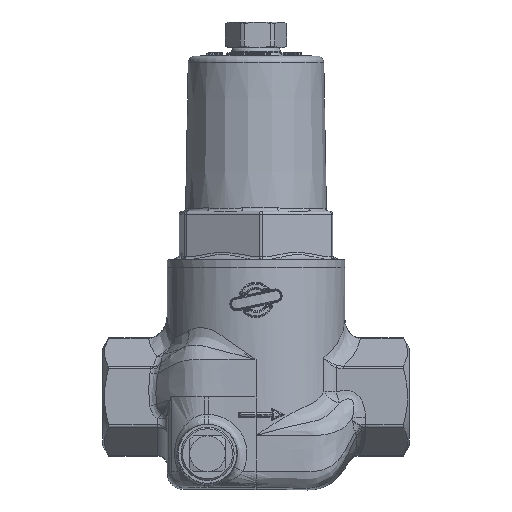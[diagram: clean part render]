
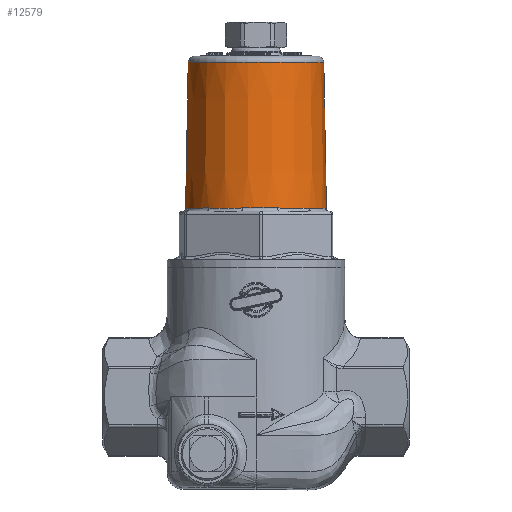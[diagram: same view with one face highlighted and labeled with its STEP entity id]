
A CAD part, top view. The second image highlights one B-rep face of the part: STEP entity #12579.
In plain terms, the highlighted conical face has half-angle 1 degrees and reference radius 21.55 mm.
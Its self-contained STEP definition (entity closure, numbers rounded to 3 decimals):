
#403=B_SPLINE_CURVE_WITH_KNOTS($,3,(#19451,#19452,#19453,#19454,#19455,
#19456),.UNSPECIFIED.,.F.,.F.,(4,1,1,4),(-3.142,-1.346,
0.449,3.142),.UNSPECIFIED.);
#405=B_SPLINE_CURVE_WITH_KNOTS($,3,(#19502,#19503,#19504,#19505,#19506,
#19507),.UNSPECIFIED.,.F.,.F.,(4,1,1,4),(-3.142,-1.346,
0.449,3.142),.UNSPECIFIED.);
#407=B_SPLINE_CURVE_WITH_KNOTS($,3,(#19553,#19554,#19555,#19556,#19557,
#19558),.UNSPECIFIED.,.F.,.F.,(4,1,1,4),(-3.142,-1.346,
0.449,3.142),.UNSPECIFIED.);
#409=B_SPLINE_CURVE_WITH_KNOTS($,3,(#19604,#19605,#19606,#19607,#19608,
#19609),.UNSPECIFIED.,.F.,.F.,(4,1,1,4),(-3.142,-1.346,
0.449,3.142),.UNSPECIFIED.);
#411=B_SPLINE_CURVE_WITH_KNOTS($,3,(#19655,#19656,#19657,#19658,#19659,
#19660),.UNSPECIFIED.,.F.,.F.,(4,1,1,4),(-3.142,-1.346,
0.449,3.142),.UNSPECIFIED.);
#413=B_SPLINE_CURVE_WITH_KNOTS($,3,(#19703,#19704,#19705,#19706,#19707,
#19708),.UNSPECIFIED.,.F.,.F.,(4,1,1,4),(-3.142,-1.346,
0.449,3.142),.UNSPECIFIED.);
#3362=FACE_BOUND($,#4339,.T.);
#3556=FACE_OUTER_BOUND($,#4338,.T.);
#4338=EDGE_LOOP($,(#9382));
#4339=EDGE_LOOP($,(#9383,#9384,#9385,#9386,#9387,#9388,#9389,#9390,#9391,
#9392,#9393,#9394));
#5036=CIRCLE($,#13340,21.821);
#5040=CIRCLE($,#13345,21.821);
#5044=CIRCLE($,#13350,21.821);
#5048=CIRCLE($,#13355,21.821);
#5052=CIRCLE($,#13360,21.821);
#5056=CIRCLE($,#13365,21.821);
#5063=CIRCLE($,#13381,21.034);
#5670=VERTEX_POINT($,#19410);
#5673=VERTEX_POINT($,#19415);
#5675=VERTEX_POINT($,#19449);
#5677=VERTEX_POINT($,#19466);
#5679=VERTEX_POINT($,#19500);
#5681=VERTEX_POINT($,#19517);
#5683=VERTEX_POINT($,#19551);
#5685=VERTEX_POINT($,#19568);
#5687=VERTEX_POINT($,#19602);
#5689=VERTEX_POINT($,#19619);
#5691=VERTEX_POINT($,#19653);
#5693=VERTEX_POINT($,#19670);
#5706=VERTEX_POINT($,#19756);
#7000=EDGE_CURVE($,#5673,#5670,#5036,.T.);
#7002=EDGE_CURVE($,#5675,#5673,#403,.T.);
#7006=EDGE_CURVE($,#5677,#5675,#5040,.T.);
#7008=EDGE_CURVE($,#5679,#5677,#405,.T.);
#7012=EDGE_CURVE($,#5681,#5679,#5044,.T.);
#7014=EDGE_CURVE($,#5683,#5681,#407,.T.);
#7018=EDGE_CURVE($,#5685,#5683,#5048,.T.);
#7020=EDGE_CURVE($,#5687,#5685,#409,.T.);
#7024=EDGE_CURVE($,#5689,#5687,#5052,.T.);
#7026=EDGE_CURVE($,#5691,#5689,#411,.T.);
#7030=EDGE_CURVE($,#5693,#5691,#5056,.T.);
#7031=EDGE_CURVE($,#5670,#5693,#413,.T.);
#7053=EDGE_CURVE($,#5706,#5706,#5063,.T.);
#9382=ORIENTED_EDGE($,*,*,#7053,.F.);
#9383=ORIENTED_EDGE($,*,*,#7000,.F.);
#9384=ORIENTED_EDGE($,*,*,#7002,.F.);
#9385=ORIENTED_EDGE($,*,*,#7006,.F.);
#9386=ORIENTED_EDGE($,*,*,#7008,.F.);
#9387=ORIENTED_EDGE($,*,*,#7012,.F.);
#9388=ORIENTED_EDGE($,*,*,#7014,.F.);
#9389=ORIENTED_EDGE($,*,*,#7018,.F.);
#9390=ORIENTED_EDGE($,*,*,#7020,.F.);
#9391=ORIENTED_EDGE($,*,*,#7024,.F.);
#9392=ORIENTED_EDGE($,*,*,#7026,.F.);
#9393=ORIENTED_EDGE($,*,*,#7030,.F.);
#9394=ORIENTED_EDGE($,*,*,#7031,.F.);
#12400=CONICAL_SURFACE($,#13380,21.55,1.);
#12579=ADVANCED_FACE($,(#3556,#3362),#12400,.T.);
#13340=AXIS2_PLACEMENT_3D($,#19417,#14471,#14472);
#13345=AXIS2_PLACEMENT_3D($,#19468,#14481,#14482);
#13350=AXIS2_PLACEMENT_3D($,#19519,#14491,#14492);
#13355=AXIS2_PLACEMENT_3D($,#19570,#14501,#14502);
#13360=AXIS2_PLACEMENT_3D($,#19621,#14511,#14512);
#13365=AXIS2_PLACEMENT_3D($,#19672,#14521,#14522);
#13380=AXIS2_PLACEMENT_3D($,#19755,#14565,#14566);
#13381=AXIS2_PLACEMENT_3D($,#19757,#14567,#14568);
#14471=DIRECTION('center_axis',(0.,-1.,0.));
#14472=DIRECTION('ref_axis',(-0.447,0.,0.895));
#14481=DIRECTION('center_axis',(0.,-1.,0.));
#14482=DIRECTION('ref_axis',(-0.447,0.,0.895));
#14491=DIRECTION('center_axis',(0.,-1.,0.));
#14492=DIRECTION('ref_axis',(-0.447,0.,0.895));
#14501=DIRECTION('center_axis',(0.,-1.,0.));
#14502=DIRECTION('ref_axis',(-0.447,0.,0.895));
#14511=DIRECTION('center_axis',(0.,-1.,0.));
#14512=DIRECTION('ref_axis',(-0.447,0.,0.895));
#14521=DIRECTION('center_axis',(0.,-1.,0.));
#14522=DIRECTION('ref_axis',(-0.447,0.,0.895));
#14565=DIRECTION('center_axis',(0.,-1.,0.));
#14566=DIRECTION('ref_axis',(-0.447,0.,0.895));
#14567=DIRECTION('center_axis',(0.,1.,0.));
#14568=DIRECTION('ref_axis',(0.447,0.,-0.895));
#19410=CARTESIAN_POINT('',(4.211,58.483,-21.411));
#19415=CARTESIAN_POINT('',(-6.762,58.483,-20.747));
#19417=CARTESIAN_POINT('Origin',(0.,58.483,
0.));
#19449=CARTESIAN_POINT('',(-16.437,58.483,-14.352));
#19451=CARTESIAN_POINT('Ctrl Pts',(-16.437,58.483,-14.352));
#19452=CARTESIAN_POINT('Ctrl Pts',(-15.701,58.483,-15.195));
#19453=CARTESIAN_POINT('Ctrl Pts',(-14.104,58.347,-16.766));
#19454=CARTESIAN_POINT('Ctrl Pts',(-10.913,58.249,-19.058));
#19455=CARTESIAN_POINT('Ctrl Pts',(-8.357,58.483,-20.227));
#19456=CARTESIAN_POINT('Ctrl Pts',(-6.762,58.483,-20.747));
#19466=CARTESIAN_POINT('',(-21.348,58.483,-4.518));
#19468=CARTESIAN_POINT('Origin',(0.,58.483,
0.));
#19500=CARTESIAN_POINT('',(-20.647,58.483,7.059));
#19502=CARTESIAN_POINT('Ctrl Pts',(-20.647,58.483,7.059));
#19503=CARTESIAN_POINT('Ctrl Pts',(-21.009,58.483,6.));
#19504=CARTESIAN_POINT('Ctrl Pts',(-21.572,58.347,3.831));
#19505=CARTESIAN_POINT('Ctrl Pts',(-21.961,58.249,-0.077));
#19506=CARTESIAN_POINT('Ctrl Pts',(-21.695,58.483,-2.876));
#19507=CARTESIAN_POINT('Ctrl Pts',(-21.348,58.483,-4.518));
#19517=CARTESIAN_POINT('',(-14.586,58.483,16.229));
#19519=CARTESIAN_POINT('Origin',(0.,58.483,
0.));
#19551=CARTESIAN_POINT('',(-4.211,58.483,21.411));
#19553=CARTESIAN_POINT('Ctrl Pts',(-4.211,58.483,21.411));
#19554=CARTESIAN_POINT('Ctrl Pts',(-5.308,58.483,21.195));
#19555=CARTESIAN_POINT('Ctrl Pts',(-7.468,58.347,20.597));
#19556=CARTESIAN_POINT('Ctrl Pts',(-11.048,58.249,18.98));
#19557=CARTESIAN_POINT('Ctrl Pts',(-13.338,58.483,17.351));
#19558=CARTESIAN_POINT('Ctrl Pts',(-14.586,58.483,16.229));
#19568=CARTESIAN_POINT('',(6.762,58.483,20.747));
#19570=CARTESIAN_POINT('Origin',(0.,58.483,
0.));
#19602=CARTESIAN_POINT('',(16.437,58.483,14.352));
#19604=CARTESIAN_POINT('Ctrl Pts',(16.437,58.483,14.352));
#19605=CARTESIAN_POINT('Ctrl Pts',(15.701,58.483,15.195));
#19606=CARTESIAN_POINT('Ctrl Pts',(14.104,58.347,16.766));
#19607=CARTESIAN_POINT('Ctrl Pts',(10.913,58.249,19.058));
#19608=CARTESIAN_POINT('Ctrl Pts',(8.357,58.483,20.227));
#19609=CARTESIAN_POINT('Ctrl Pts',(6.762,58.483,20.747));
#19619=CARTESIAN_POINT('',(21.348,58.483,4.518));
#19621=CARTESIAN_POINT('Origin',(0.,58.483,
0.));
#19653=CARTESIAN_POINT('',(20.647,58.483,-7.059));
#19655=CARTESIAN_POINT('Ctrl Pts',(20.647,58.483,-7.059));
#19656=CARTESIAN_POINT('Ctrl Pts',(21.009,58.483,-6.));
#19657=CARTESIAN_POINT('Ctrl Pts',(21.572,58.347,-3.831));
#19658=CARTESIAN_POINT('Ctrl Pts',(21.961,58.249,0.077));
#19659=CARTESIAN_POINT('Ctrl Pts',(21.695,58.483,2.876));
#19660=CARTESIAN_POINT('Ctrl Pts',(21.348,58.483,4.518));
#19670=CARTESIAN_POINT('',(14.586,58.483,-16.229));
#19672=CARTESIAN_POINT('Origin',(0.,58.483,
0.));
#19703=CARTESIAN_POINT('Ctrl Pts',(4.211,58.483,-21.411));
#19704=CARTESIAN_POINT('Ctrl Pts',(5.308,58.483,-21.195));
#19705=CARTESIAN_POINT('Ctrl Pts',(7.468,58.347,-20.597));
#19706=CARTESIAN_POINT('Ctrl Pts',(11.048,58.249,-18.98));
#19707=CARTESIAN_POINT('Ctrl Pts',(13.338,58.483,-17.351));
#19708=CARTESIAN_POINT('Ctrl Pts',(14.586,58.483,-16.229));
#19755=CARTESIAN_POINT('Origin',(0.,74.,0.));
#19756=CARTESIAN_POINT('',(-9.397,103.569,18.818));
#19757=CARTESIAN_POINT('Origin',(0.,103.569,
0.));
